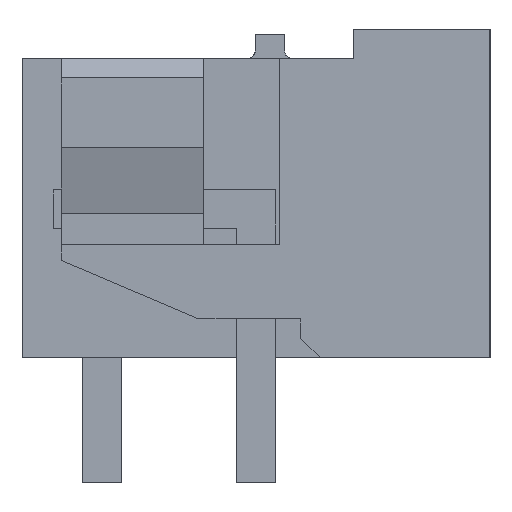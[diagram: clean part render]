
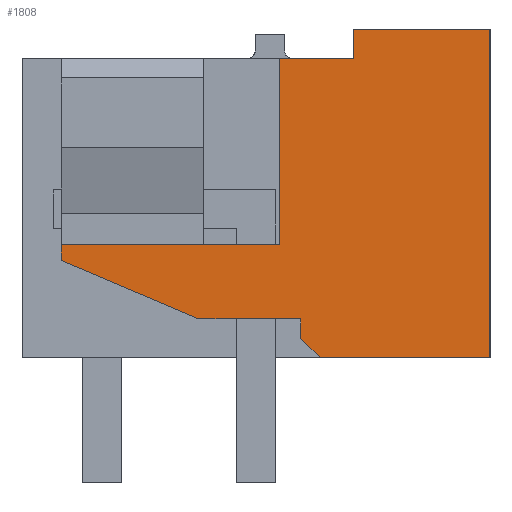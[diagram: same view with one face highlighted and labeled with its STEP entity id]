
A CAD part, left-side view. The second image highlights one B-rep face of the part: STEP entity #1808.
In plain terms, the highlighted planar face has unit normal (-1, 0, 0).
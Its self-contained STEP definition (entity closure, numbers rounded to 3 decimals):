
#1768=AXIS2_PLACEMENT_3D('Plane Axis2P3D',#1765,#1766,#1767) ;
#254=CARTESIAN_POINT('Vertex',(0.,0.,3.2)) ;
#259=CARTESIAN_POINT('Line Origine',(0.,2.177,3.2)) ;
#263=CARTESIAN_POINT('Vertex',(0.,4.354,3.2)) ;
#408=CARTESIAN_POINT('Vertex',(0.,5.4,10.88)) ;
#411=CARTESIAN_POINT('Line Origine',(0.,4.45,10.88)) ;
#415=CARTESIAN_POINT('Vertex',(0.,3.5,10.88)) ;
#962=CARTESIAN_POINT('Line Origine',(0.,11.,5.905)) ;
#966=CARTESIAN_POINT('Vertex',(0.,11.,6.11)) ;
#968=CARTESIAN_POINT('Vertex',(0.,11.,5.701)) ;
#1070=CARTESIAN_POINT('Vertex',(0.,7.465,4.203)) ;
#1073=CARTESIAN_POINT('Line Origine',(0.,9.232,4.952)) ;
#1094=CARTESIAN_POINT('Vertex',(0.,4.854,4.203)) ;
#1097=CARTESIAN_POINT('Line Origine',(0.,6.159,4.203)) ;
#1152=CARTESIAN_POINT('Vertex',(0.,4.854,3.7)) ;
#1155=CARTESIAN_POINT('Line Origine',(0.,4.854,3.951)) ;
#1172=CARTESIAN_POINT('Line Origine',(0.,4.604,3.45)) ;
#1195=CARTESIAN_POINT('Vertex',(0.,0.,11.63)) ;
#1198=CARTESIAN_POINT('Line Origine',(0.,0.,7.415)) ;
#1765=CARTESIAN_POINT('Axis2P3D Location',(0.,12.,1.7)) ;
#1770=CARTESIAN_POINT('Line Origine',(0.,1.75,11.63)) ;
#1774=CARTESIAN_POINT('Vertex',(0.,3.5,11.63)) ;
#1777=CARTESIAN_POINT('Line Origine',(0.,3.5,11.255)) ;
#1782=CARTESIAN_POINT('Line Origine',(0.,5.4,8.495)) ;
#1786=CARTESIAN_POINT('Vertex',(0.,5.4,6.11)) ;
#1789=CARTESIAN_POINT('Line Origine',(0.,8.2,6.11)) ;
#260=DIRECTION('Vector Direction',(0.,1.,0.)) ;
#412=DIRECTION('Vector Direction',(0.,1.,0.)) ;
#963=DIRECTION('Vector Direction',(0.,0.,1.)) ;
#1074=DIRECTION('Vector Direction',(0.,0.921,0.39)) ;
#1098=DIRECTION('Vector Direction',(0.,-1.,0.)) ;
#1156=DIRECTION('Vector Direction',(0.,0.,-1.)) ;
#1173=DIRECTION('Vector Direction',(0.,0.707,0.707)) ;
#1199=DIRECTION('Vector Direction',(0.,0.,-1.)) ;
#1766=DIRECTION('Axis2P3D Direction',(-1.,0.,0.)) ;
#1767=DIRECTION('Axis2P3D XDirection',(0.,-1.,0.)) ;
#1771=DIRECTION('Vector Direction',(0.,1.,0.)) ;
#1778=DIRECTION('Vector Direction',(0.,0.,1.)) ;
#1783=DIRECTION('Vector Direction',(0.,0.,-1.)) ;
#1790=DIRECTION('Vector Direction',(0.,1.,0.)) ;
#261=VECTOR('Line Direction',#260,1.) ;
#413=VECTOR('Line Direction',#412,1.) ;
#964=VECTOR('Line Direction',#963,1.) ;
#1075=VECTOR('Line Direction',#1074,1.) ;
#1099=VECTOR('Line Direction',#1098,1.) ;
#1157=VECTOR('Line Direction',#1156,1.) ;
#1174=VECTOR('Line Direction',#1173,1.) ;
#1200=VECTOR('Line Direction',#1199,1.) ;
#1772=VECTOR('Line Direction',#1771,1.) ;
#1779=VECTOR('Line Direction',#1778,1.) ;
#1784=VECTOR('Line Direction',#1783,1.) ;
#1791=VECTOR('Line Direction',#1790,1.) ;
#1795=ORIENTED_EDGE('',*,*,#1776,.T.) ;
#1796=ORIENTED_EDGE('',*,*,#1781,.T.) ;
#1797=ORIENTED_EDGE('',*,*,#417,.T.) ;
#1798=ORIENTED_EDGE('',*,*,#1788,.T.) ;
#1799=ORIENTED_EDGE('',*,*,#1793,.T.) ;
#1800=ORIENTED_EDGE('',*,*,#970,.T.) ;
#1801=ORIENTED_EDGE('',*,*,#1077,.T.) ;
#1802=ORIENTED_EDGE('',*,*,#1101,.T.) ;
#1803=ORIENTED_EDGE('',*,*,#1159,.T.) ;
#1804=ORIENTED_EDGE('',*,*,#1176,.T.) ;
#1805=ORIENTED_EDGE('',*,*,#265,.T.) ;
#1806=ORIENTED_EDGE('',*,*,#1202,.T.) ;
#1808=ADVANCED_FACE('HOUSING',(#1807),#1769,.T.) ;
#265=EDGE_CURVE('',#264,#255,#262,.F.) ;
#417=EDGE_CURVE('',#416,#409,#414,.T.) ;
#970=EDGE_CURVE('',#967,#969,#965,.F.) ;
#1077=EDGE_CURVE('',#969,#1071,#1076,.F.) ;
#1101=EDGE_CURVE('',#1071,#1095,#1100,.T.) ;
#1159=EDGE_CURVE('',#1095,#1153,#1158,.T.) ;
#1176=EDGE_CURVE('',#1153,#264,#1175,.F.) ;
#1202=EDGE_CURVE('',#255,#1196,#1201,.F.) ;
#1776=EDGE_CURVE('',#1196,#1775,#1773,.T.) ;
#1781=EDGE_CURVE('',#1775,#416,#1780,.F.) ;
#1788=EDGE_CURVE('',#409,#1787,#1785,.T.) ;
#1793=EDGE_CURVE('',#1787,#967,#1792,.T.) ;
#1794=EDGE_LOOP('',(#1795,#1796,#1797,#1798,#1799,#1800,#1801,#1802,#1803,#1804,#1805,#1806)) ;
#1807=FACE_OUTER_BOUND('',#1794,.T.) ;
#262=LINE('Line',#259,#261) ;
#414=LINE('Line',#411,#413) ;
#965=LINE('Line',#962,#964) ;
#1076=LINE('Line',#1073,#1075) ;
#1100=LINE('Line',#1097,#1099) ;
#1158=LINE('Line',#1155,#1157) ;
#1175=LINE('Line',#1172,#1174) ;
#1201=LINE('Line',#1198,#1200) ;
#1773=LINE('Line',#1770,#1772) ;
#1780=LINE('Line',#1777,#1779) ;
#1785=LINE('Line',#1782,#1784) ;
#1792=LINE('Line',#1789,#1791) ;
#1769=PLANE('',#1768) ;
#255=VERTEX_POINT('',#254) ;
#264=VERTEX_POINT('',#263) ;
#409=VERTEX_POINT('',#408) ;
#416=VERTEX_POINT('',#415) ;
#967=VERTEX_POINT('',#966) ;
#969=VERTEX_POINT('',#968) ;
#1071=VERTEX_POINT('',#1070) ;
#1095=VERTEX_POINT('',#1094) ;
#1153=VERTEX_POINT('',#1152) ;
#1196=VERTEX_POINT('',#1195) ;
#1775=VERTEX_POINT('',#1774) ;
#1787=VERTEX_POINT('',#1786) ;
